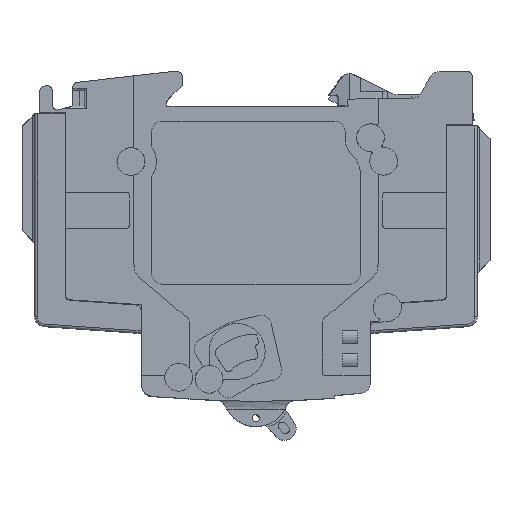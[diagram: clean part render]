
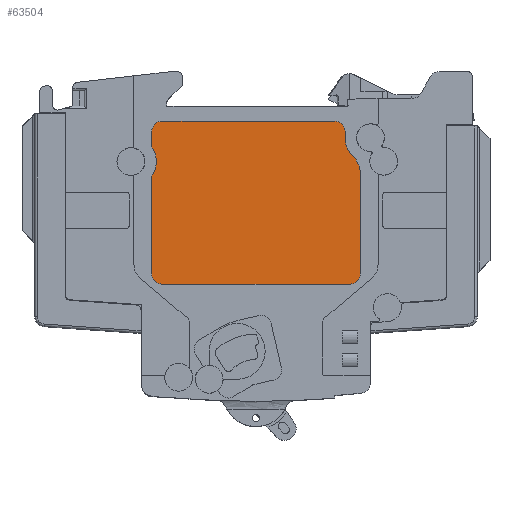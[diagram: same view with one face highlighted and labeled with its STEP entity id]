
A CAD part, top view. The second image highlights one B-rep face of the part: STEP entity #63504.
In plain terms, the highlighted planar face has unit normal (0, 0, 1).
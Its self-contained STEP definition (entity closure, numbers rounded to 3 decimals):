
#21038=DIRECTION('',(-1.,0.,0.));
#21039=VECTOR('',#21038,34.);
#21040=CARTESIAN_POINT('',(15.5,-3.,8.625));
#21041=LINE('',#21040,#21039);
#21042=CARTESIAN_POINT('',(15.5,-5.,8.625));
#21043=DIRECTION('',(0.,0.,1.));
#21044=DIRECTION('',(1.,0.,0.));
#21045=AXIS2_PLACEMENT_3D('',#21042,#21043,#21044);
#21047=DIRECTION('',(0.,1.,0.));
#21048=VECTOR('',#21047,1.2);
#21049=CARTESIAN_POINT('',(17.5,-6.2,8.625));
#21050=LINE('',#21049,#21048);
#21051=CARTESIAN_POINT('',(22.5,-6.2,8.625));
#21052=DIRECTION('',(0.,0.,-1.));
#21053=DIRECTION('',(-0.7,-0.714,0.));
#21054=AXIS2_PLACEMENT_3D('',#21051,#21052,#21053);
#21056=CARTESIAN_POINT('',(15.5,-13.341,8.625));
#21057=DIRECTION('',(0.,0.,1.));
#21058=DIRECTION('',(1.,0.,0.));
#21059=AXIS2_PLACEMENT_3D('',#21056,#21057,#21058);
#21061=DIRECTION('',(0.,1.,0.));
#21062=VECTOR('',#21061,19.659);
#21063=CARTESIAN_POINT('',(20.5,-33.,8.625));
#21064=LINE('',#21063,#21062);
#21065=CARTESIAN_POINT('',(18.5,-33.,8.625));
#21066=DIRECTION('',(0.,0.,1.));
#21067=DIRECTION('',(0.,-1.,0.));
#21068=AXIS2_PLACEMENT_3D('',#21065,#21066,#21067);
#21070=DIRECTION('',(1.,0.,0.));
#21071=VECTOR('',#21070,37.);
#21072=CARTESIAN_POINT('',(-18.5,-35.,8.625));
#21073=LINE('',#21072,#21071);
#21074=CARTESIAN_POINT('',(-18.5,-33.,8.625));
#21075=DIRECTION('',(0.,0.,1.));
#21076=DIRECTION('',(-1.,0.,0.));
#21077=AXIS2_PLACEMENT_3D('',#21074,#21075,#21076);
#21079=DIRECTION('',(0.,-1.,0.));
#21080=VECTOR('',#21079,19.238);
#21081=CARTESIAN_POINT('',(-20.5,-13.762,8.625));
#21082=LINE('',#21081,#21080);
#21083=CARTESIAN_POINT('',(-24.6,-10.9,8.625));
#21084=DIRECTION('',(0.,0.,-1.));
#21085=DIRECTION('',(0.82,0.572,0.));
#21086=AXIS2_PLACEMENT_3D('',#21083,#21084,#21085);
#21088=DIRECTION('',(0.,-1.,0.));
#21089=VECTOR('',#21088,3.038);
#21090=CARTESIAN_POINT('',(-20.5,-5.,8.625));
#21091=LINE('',#21090,#21089);
#21092=CARTESIAN_POINT('',(-18.5,-5.,8.625));
#21093=DIRECTION('',(0.,0.,1.));
#21094=DIRECTION('',(0.,1.,0.));
#21095=AXIS2_PLACEMENT_3D('',#21092,#21093,#21094);
#23734=CARTESIAN_POINT('',(15.5,-3.,8.625));
#23735=CARTESIAN_POINT('',(-18.5,-3.,8.625));
#23736=VERTEX_POINT('',#23734);
#23737=VERTEX_POINT('',#23735);
#23738=CARTESIAN_POINT('',(-20.5,-5.,8.625));
#23739=VERTEX_POINT('',#23738);
#23740=CARTESIAN_POINT('',(-20.5,-8.038,8.625));
#23741=VERTEX_POINT('',#23740);
#23742=CARTESIAN_POINT('',(-20.5,-13.762,8.625));
#23743=VERTEX_POINT('',#23742);
#23744=CARTESIAN_POINT('',(-20.5,-33.,8.625));
#23745=VERTEX_POINT('',#23744);
#23746=CARTESIAN_POINT('',(-18.5,-35.,8.625));
#23747=VERTEX_POINT('',#23746);
#23748=CARTESIAN_POINT('',(18.5,-35.,8.625));
#23749=VERTEX_POINT('',#23748);
#23750=CARTESIAN_POINT('',(20.5,-33.,8.625));
#23751=VERTEX_POINT('',#23750);
#23752=CARTESIAN_POINT('',(20.5,-13.341,8.625));
#23753=VERTEX_POINT('',#23752);
#23754=CARTESIAN_POINT('',(19.,-9.771,8.625));
#23755=VERTEX_POINT('',#23754);
#23756=CARTESIAN_POINT('',(17.5,-6.2,8.625));
#23757=VERTEX_POINT('',#23756);
#23758=CARTESIAN_POINT('',(17.5,-5.,8.625));
#23759=VERTEX_POINT('',#23758);
#63484=CARTESIAN_POINT('',(27.5,0.,8.625));
#63485=DIRECTION('',(0.,0.,1.));
#63486=DIRECTION('',(-1.,0.,0.));
#63487=AXIS2_PLACEMENT_3D('',#63484,#63485,#63486);
#63488=PLANE('',#63487);
#63489=ORIENTED_EDGE('',*,*,#63219,.F.);
#63490=ORIENTED_EDGE('',*,*,#63241,.F.);
#63491=ORIENTED_EDGE('',*,*,#63262,.F.);
#63492=ORIENTED_EDGE('',*,*,#63283,.F.);
#63493=ORIENTED_EDGE('',*,*,#63304,.F.);
#63494=ORIENTED_EDGE('',*,*,#63325,.F.);
#63495=ORIENTED_EDGE('',*,*,#63346,.F.);
#63496=ORIENTED_EDGE('',*,*,#63367,.F.);
#63497=ORIENTED_EDGE('',*,*,#63388,.F.);
#63498=ORIENTED_EDGE('',*,*,#63409,.F.);
#63499=ORIENTED_EDGE('',*,*,#63430,.F.);
#63500=ORIENTED_EDGE('',*,*,#63451,.F.);
#63501=ORIENTED_EDGE('',*,*,#63471,.F.);
#63502=EDGE_LOOP('',(#63489,#63490,#63491,#63492,#63493,#63494,#63495,#63496,
#63497,#63498,#63499,#63500,#63501));
#63503=FACE_OUTER_BOUND('',#63502,.F.);
#63504=ADVANCED_FACE('',(#63503),#63488,.T.);
#21046=CIRCLE('',#21045,2.);
#21055=CIRCLE('',#21054,5.);
#21060=CIRCLE('',#21059,5.);
#21069=CIRCLE('',#21068,2.);
#21078=CIRCLE('',#21077,2.);
#21087=CIRCLE('',#21086,5.);
#21096=CIRCLE('',#21095,2.);
#63219=EDGE_CURVE('',#23736,#23737,#21041,.T.);
#63241=EDGE_CURVE('',#23759,#23736,#21046,.T.);
#63262=EDGE_CURVE('',#23757,#23759,#21050,.T.);
#63283=EDGE_CURVE('',#23755,#23757,#21055,.T.);
#63304=EDGE_CURVE('',#23753,#23755,#21060,.T.);
#63325=EDGE_CURVE('',#23751,#23753,#21064,.T.);
#63346=EDGE_CURVE('',#23749,#23751,#21069,.T.);
#63367=EDGE_CURVE('',#23747,#23749,#21073,.T.);
#63388=EDGE_CURVE('',#23745,#23747,#21078,.T.);
#63409=EDGE_CURVE('',#23743,#23745,#21082,.T.);
#63430=EDGE_CURVE('',#23741,#23743,#21087,.T.);
#63451=EDGE_CURVE('',#23739,#23741,#21091,.T.);
#63471=EDGE_CURVE('',#23737,#23739,#21096,.T.);
